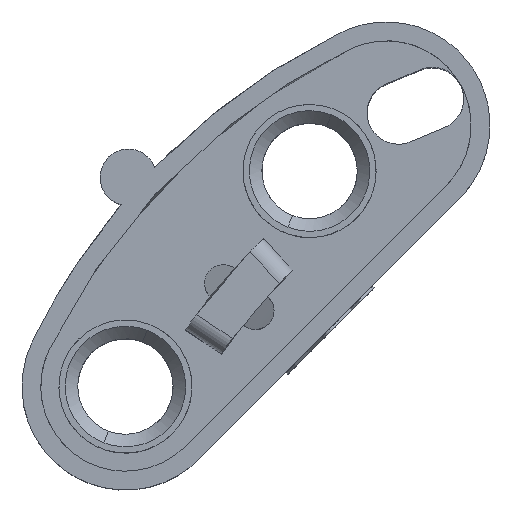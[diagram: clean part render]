
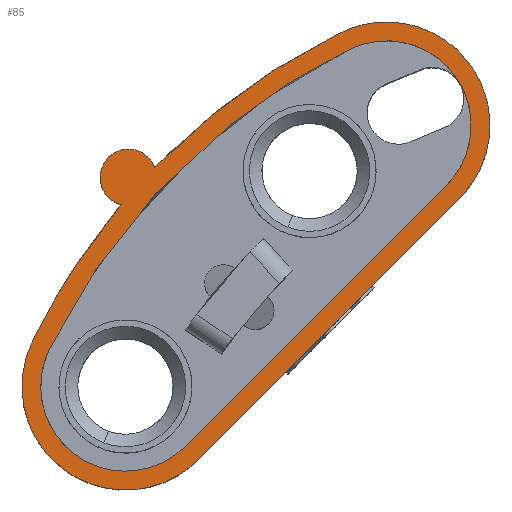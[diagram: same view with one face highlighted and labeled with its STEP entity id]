
A CAD part, top view. The second image highlights one B-rep face of the part: STEP entity #85.
In plain terms, the highlighted planar face has unit normal (0, 0, 1).
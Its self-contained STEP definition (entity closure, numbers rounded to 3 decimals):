
#24=FACE_BOUND('',#366,.T.);
#85=ADVANCED_FACE('',(#220,#24),#2105,.T.);
#220=FACE_OUTER_BOUND('',#365,.T.);
#365=EDGE_LOOP('',(#717,#718,#719,#720,#721,#722,#723));
#366=EDGE_LOOP('',(#724,#725,#726,#727));
#717=ORIENTED_EDGE('',*,*,#1201,.T.);
#718=ORIENTED_EDGE('',*,*,#1298,.T.);
#719=ORIENTED_EDGE('',*,*,#1218,.T.);
#720=ORIENTED_EDGE('',*,*,#1286,.T.);
#721=ORIENTED_EDGE('',*,*,#1296,.F.);
#722=ORIENTED_EDGE('',*,*,#1151,.F.);
#723=ORIENTED_EDGE('',*,*,#1284,.T.);
#724=ORIENTED_EDGE('',*,*,#1211,.T.);
#725=ORIENTED_EDGE('',*,*,#1208,.T.);
#726=ORIENTED_EDGE('',*,*,#1212,.T.);
#727=ORIENTED_EDGE('',*,*,#1204,.F.);
#1151=EDGE_CURVE('',#1845,#1848,#1724,.T.);
#1201=EDGE_CURVE('',#1884,#1883,#1765,.T.);
#1204=EDGE_CURVE('',#1886,#1885,#1509,.T.);
#1208=EDGE_CURVE('',#1890,#1889,#1768,.T.);
#1211=EDGE_CURVE('',#1886,#1890,#1771,.T.);
#1212=EDGE_CURVE('',#1889,#1885,#1772,.T.);
#1218=EDGE_CURVE('',#1895,#1897,#1777,.T.);
#1284=EDGE_CURVE('',#1845,#1884,#1827,.T.);
#1286=EDGE_CURVE('',#1897,#1936,#1828,.T.);
#1296=EDGE_CURVE('',#1848,#1936,#1837,.T.);
#1298=EDGE_CURVE('',#1883,#1895,#1531,.T.);
#1509=B_SPLINE_CURVE_WITH_KNOTS('',1,(#4134,#4135),.UNSPECIFIED.,.F.,.F.,
(2,2),(0.,29.422),.UNSPECIFIED.);
#1531=B_SPLINE_CURVE_WITH_KNOTS('',1,(#4559,#4560),.UNSPECIFIED.,.F.,.F.,
(2,2),(-29.422,0.),.UNSPECIFIED.);
#1724=(
BOUNDED_CURVE()
B_SPLINE_CURVE(2,(#3847,#3848,#3849),.UNSPECIFIED.,.F.,.F.)
B_SPLINE_CURVE_WITH_KNOTS((3,3),(-6.661,-4.712),
 .UNSPECIFIED.)
CURVE()
GEOMETRIC_REPRESENTATION_ITEM()
RATIONAL_B_SPLINE_CURVE((1.,0.792,1.))
REPRESENTATION_ITEM('')
);
#1765=(
BOUNDED_CURVE()
B_SPLINE_CURVE(2,(#4125,#4126,#4127,#4128,#4129),.UNSPECIFIED.,.F.,.F.)
B_SPLINE_CURVE_WITH_KNOTS((3,2,3),(139.687,152.646,162.756),
 .UNSPECIFIED.)
CURVE()
GEOMETRIC_REPRESENTATION_ITEM()
RATIONAL_B_SPLINE_CURVE((1.,0.707,1.,0.813,1.))
REPRESENTATION_ITEM('')
);
#1768=(
BOUNDED_CURVE()
B_SPLINE_CURVE(2,(#4142,#4143,#4144),.UNSPECIFIED.,.F.,.F.)
B_SPLINE_CURVE_WITH_KNOTS((3,3),(-139.687,-115.16),
 .UNSPECIFIED.)
CURVE()
GEOMETRIC_REPRESENTATION_ITEM()
RATIONAL_B_SPLINE_CURVE((1.,0.946,1.))
REPRESENTATION_ITEM('')
);
#1771=(
BOUNDED_CURVE()
B_SPLINE_CURVE(2,(#4153,#4154,#4155,#4156,#4157),.UNSPECIFIED.,.F.,.F.)
B_SPLINE_CURVE_WITH_KNOTS((3,2,3),(-162.756,-152.646,
-139.687),.UNSPECIFIED.)
CURVE()
GEOMETRIC_REPRESENTATION_ITEM()
RATIONAL_B_SPLINE_CURVE((1.,0.813,1.,0.707,1.))
REPRESENTATION_ITEM('')
);
#1772=(
BOUNDED_CURVE()
B_SPLINE_CURVE(2,(#4158,#4159,#4160,#4161,#4162),.UNSPECIFIED.,.F.,.F.)
B_SPLINE_CURVE_WITH_KNOTS((3,2,3),(-115.16,-102.201,
-92.091),.UNSPECIFIED.)
CURVE()
GEOMETRIC_REPRESENTATION_ITEM()
RATIONAL_B_SPLINE_CURVE((1.,0.707,1.,0.813,1.))
REPRESENTATION_ITEM('')
);
#1777=(
BOUNDED_CURVE()
B_SPLINE_CURVE(2,(#4180,#4181,#4182,#4183,#4184),.UNSPECIFIED.,.F.,.F.)
B_SPLINE_CURVE_WITH_KNOTS((3,2,3),(92.091,102.201,115.16),
 .UNSPECIFIED.)
CURVE()
GEOMETRIC_REPRESENTATION_ITEM()
RATIONAL_B_SPLINE_CURVE((1.,0.813,1.,0.707,1.))
REPRESENTATION_ITEM('')
);
#1827=(
BOUNDED_CURVE()
B_SPLINE_CURVE(2,(#4488,#4489,#4490),.UNSPECIFIED.,.F.,.F.)
B_SPLINE_CURVE_WITH_KNOTS((3,3),(130.657,139.687),
 .UNSPECIFIED.)
CURVE()
GEOMETRIC_REPRESENTATION_ITEM()
RATIONAL_B_SPLINE_CURVE((1.,0.993,1.))
REPRESENTATION_ITEM('')
);
#1828=(
BOUNDED_CURVE()
B_SPLINE_CURVE(2,(#4503,#4504,#4505),.UNSPECIFIED.,.F.,.F.)
B_SPLINE_CURVE_WITH_KNOTS((3,3),(115.16,127.912),
 .UNSPECIFIED.)
CURVE()
GEOMETRIC_REPRESENTATION_ITEM()
RATIONAL_B_SPLINE_CURVE((1.,0.985,1.))
REPRESENTATION_ITEM('')
);
#1837=(
BOUNDED_CURVE()
B_SPLINE_CURVE(2,(#4552,#4553,#4554,#4555,#4556),.UNSPECIFIED.,.F.,.F.)
B_SPLINE_CURVE_WITH_KNOTS((3,2,3),(-4.712,-2.356,
-0.559),.UNSPECIFIED.)
CURVE()
GEOMETRIC_REPRESENTATION_ITEM()
RATIONAL_B_SPLINE_CURVE((1.,0.707,1.,0.821,1.))
REPRESENTATION_ITEM('')
);
#1845=VERTEX_POINT('',#3620);
#1848=VERTEX_POINT('',#3623);
#1883=VERTEX_POINT('',#3658);
#1884=VERTEX_POINT('',#3659);
#1885=VERTEX_POINT('',#3660);
#1886=VERTEX_POINT('',#3661);
#1889=VERTEX_POINT('',#3664);
#1890=VERTEX_POINT('',#3665);
#1895=VERTEX_POINT('',#3670);
#1897=VERTEX_POINT('',#3672);
#1936=VERTEX_POINT('',#3711);
#2105=PLANE('',#2340);
#2340=AXIS2_PLACEMENT_3D('',#2655,#2456,$);
#2456=DIRECTION('',(0.,0.,1.));
#2655=CARTESIAN_POINT('',(-52.308,8.565,140.111));
#3620=CARTESIAN_POINT('',(-41.176,34.53,140.111));
#3623=CARTESIAN_POINT('',(-42.856,36.706,140.111));
#3658=CARTESIAN_POINT('',(-35.005,14.2,140.111));
#3659=CARTESIAN_POINT('',(-48.245,23.667,140.111));
#3660=CARTESIAN_POINT('',(-15.261,36.065,140.111));
#3661=CARTESIAN_POINT('',(-36.065,15.261,140.111));
#3664=CARTESIAN_POINT('',(-23.007,46.898,140.111));
#3665=CARTESIAN_POINT('',(-46.899,23.006,140.111));
#3670=CARTESIAN_POINT('',(-14.2,35.005,140.111));
#3672=CARTESIAN_POINT('',(-23.667,48.245,140.111));
#3711=CARTESIAN_POINT('',(-38.498,37.492,140.111));
#3847=CARTESIAN_POINT('',(-41.176,34.53,140.111));
#3848=CARTESIAN_POINT('',(-42.856,34.969,140.111));
#3849=CARTESIAN_POINT('',(-42.856,36.706,140.111));
#4125=CARTESIAN_POINT('',(-48.245,23.667,140.111));
#4126=CARTESIAN_POINT('',(-51.879,16.26,140.111));
#4127=CARTESIAN_POINT('',(-44.472,12.627,140.111));
#4128=CARTESIAN_POINT('',(-39.176,10.029,140.111));
#4129=CARTESIAN_POINT('',(-35.005,14.2,140.111));
#4134=CARTESIAN_POINT('',(-36.065,15.261,140.111));
#4135=CARTESIAN_POINT('',(-15.261,36.065,140.111));
#4142=CARTESIAN_POINT('',(-46.899,23.006,140.111));
#4143=CARTESIAN_POINT('',(-39.035,39.035,140.111));
#4144=CARTESIAN_POINT('',(-23.007,46.898,140.111));
#4153=CARTESIAN_POINT('',(-36.065,15.261,140.111));
#4154=CARTESIAN_POINT('',(-39.478,11.848,140.111));
#4155=CARTESIAN_POINT('',(-43.811,13.974,140.111));
#4156=CARTESIAN_POINT('',(-49.871,16.946,140.111));
#4157=CARTESIAN_POINT('',(-46.899,23.006,140.111));
#4158=CARTESIAN_POINT('',(-23.007,46.898,140.111));
#4159=CARTESIAN_POINT('',(-16.946,49.871,140.111));
#4160=CARTESIAN_POINT('',(-13.974,43.811,140.111));
#4161=CARTESIAN_POINT('',(-11.848,39.478,140.111));
#4162=CARTESIAN_POINT('',(-15.261,36.065,140.111));
#4180=CARTESIAN_POINT('',(-14.2,35.005,140.111));
#4181=CARTESIAN_POINT('',(-10.029,39.176,140.111));
#4182=CARTESIAN_POINT('',(-12.627,44.472,140.111));
#4183=CARTESIAN_POINT('',(-16.26,51.879,140.111));
#4184=CARTESIAN_POINT('',(-23.667,48.245,140.111));
#4488=CARTESIAN_POINT('',(-41.176,34.53,140.111));
#4489=CARTESIAN_POINT('',(-45.37,29.528,140.111));
#4490=CARTESIAN_POINT('',(-48.245,23.667,140.111));
#4503=CARTESIAN_POINT('',(-23.667,48.245,140.111));
#4504=CARTESIAN_POINT('',(-32.012,44.151,140.111));
#4505=CARTESIAN_POINT('',(-38.498,37.492,140.111));
#4552=CARTESIAN_POINT('',(-42.856,36.706,140.111));
#4553=CARTESIAN_POINT('',(-42.856,38.956,140.111));
#4554=CARTESIAN_POINT('',(-40.606,38.956,140.111));
#4555=CARTESIAN_POINT('',(-39.043,38.956,140.111));
#4556=CARTESIAN_POINT('',(-38.498,37.492,140.111));
#4559=CARTESIAN_POINT('',(-35.005,14.2,140.111));
#4560=CARTESIAN_POINT('',(-14.2,35.005,140.111));
